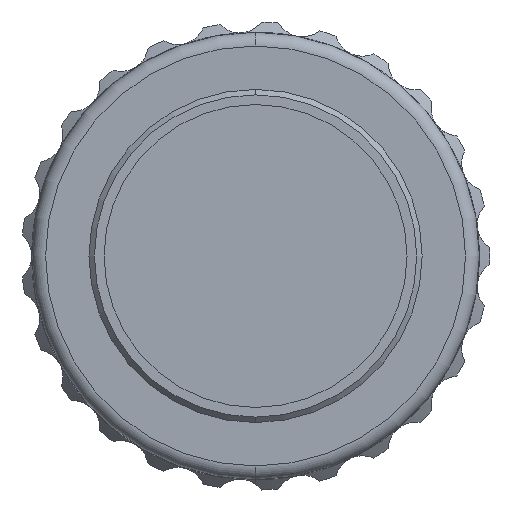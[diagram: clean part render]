
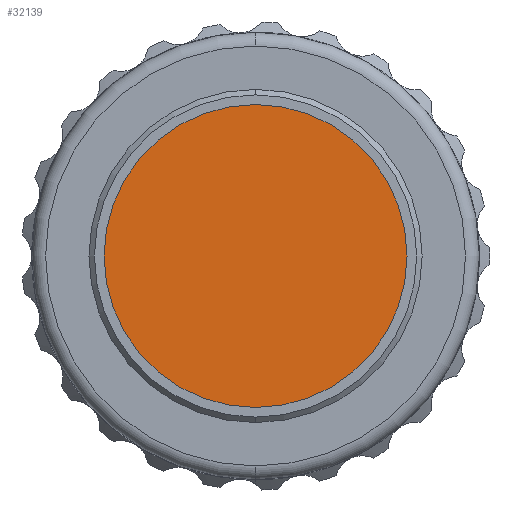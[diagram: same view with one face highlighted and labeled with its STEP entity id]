
A CAD part, left-side view. The second image highlights one B-rep face of the part: STEP entity #32139.
In plain terms, the highlighted planar face has unit normal (-1, 0, 0).
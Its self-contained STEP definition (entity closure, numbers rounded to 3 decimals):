
#8361 = CARTESIAN_POINT ( 'NONE',  ( 1., 0., 0. ) ) ;
#8433 = EDGE_CURVE ( 'NONE', #45143, #25711, #44394, .T. ) ;
#12745 = PLANE ( 'NONE',  #41696 ) ;
#15211 = DIRECTION ( 'NONE',  ( -1., 0., 0. ) ) ;
#15824 = DIRECTION ( 'NONE',  ( 0., 0., 1. ) ) ;
#16178 = DIRECTION ( 'NONE',  ( 0., 0., 1. ) ) ;
#16951 = CARTESIAN_POINT ( 'NONE',  ( 1., 0., -11. ) ) ;
#17853 = CIRCLE ( 'NONE', #36827, 11. ) ;
#18913 = CARTESIAN_POINT ( 'NONE',  ( 1., 0., 0. ) ) ;
#19019 = ORIENTED_EDGE ( 'NONE', *, *, #44916, .T. ) ;
#24696 = AXIS2_PLACEMENT_3D ( 'NONE', #8361, #15211, #35999 ) ;
#25711 = VERTEX_POINT ( 'NONE', #38702 ) ;
#28812 = ORIENTED_EDGE ( 'NONE', *, *, #8433, .T. ) ;
#29861 = FACE_OUTER_BOUND ( 'NONE', #39024, .T. ) ;
#32139 = ADVANCED_FACE ( 'NONE', ( #29861 ), #12745, .T. ) ;
#33176 = CARTESIAN_POINT ( 'NONE',  ( 1., 0., 0. ) ) ;
#35999 = DIRECTION ( 'NONE',  ( 0., 0., 1. ) ) ;
#36164 = DIRECTION ( 'NONE',  ( -1., 0., 0. ) ) ;
#36827 = AXIS2_PLACEMENT_3D ( 'NONE', #33176, #36164, #15824 ) ;
#38702 = CARTESIAN_POINT ( 'NONE',  ( 1., 0., 11. ) ) ;
#39024 = EDGE_LOOP ( 'NONE', ( #19019, #28812 ) ) ;
#40154 = DIRECTION ( 'NONE',  ( -1., 0., 0. ) ) ;
#41696 = AXIS2_PLACEMENT_3D ( 'NONE', #18913, #40154, #16178 ) ;
#44394 = CIRCLE ( 'NONE', #24696, 11. ) ;
#44916 = EDGE_CURVE ( 'NONE', #25711, #45143, #17853, .T. ) ;
#45143 = VERTEX_POINT ( 'NONE', #16951 ) ;
